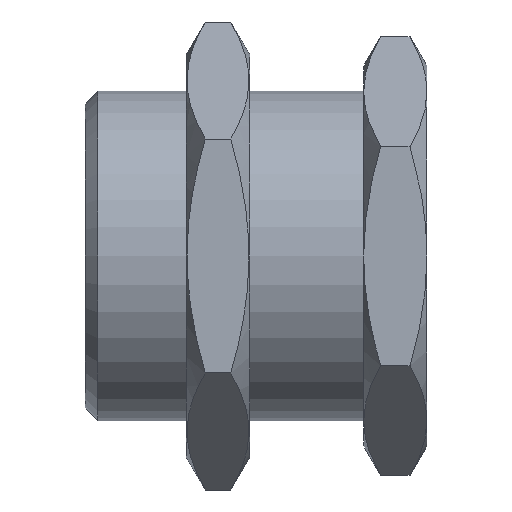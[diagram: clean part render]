
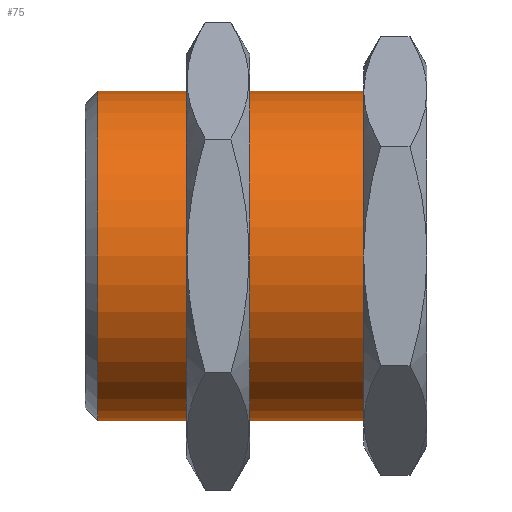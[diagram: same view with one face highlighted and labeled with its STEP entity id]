
A CAD part, front view. The second image highlights one B-rep face of the part: STEP entity #75.
In plain terms, the highlighted cylindrical face has radius 13 mm (diameter 26 mm), a partial arc.
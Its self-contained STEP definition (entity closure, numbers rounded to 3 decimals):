
#21 = EDGE_CURVE ( 'NONE', #1907, #25, #351, .T. ) ;
#25 = VERTEX_POINT ( 'NONE', #344 ) ;
#75 = ADVANCED_FACE ( 'NONE', ( #477 ), #476, .T. ) ;
#76 = ORIENTED_EDGE ( 'NONE', *, *, #1901, .F. ) ;
#78 = EDGE_CURVE ( 'NONE', #1899, #1907, #474, .T. ) ;
#79 = ORIENTED_EDGE ( 'NONE', *, *, #21, .T. ) ;
#81 = EDGE_LOOP ( 'NONE', ( #76, #83, #79, #120 ) ) ;
#83 = ORIENTED_EDGE ( 'NONE', *, *, #78, .T. ) ;
#120 = ORIENTED_EDGE ( 'NONE', *, *, #153, .F. ) ;
#153 = EDGE_CURVE ( 'NONE', #1872, #25, #652, .T. ) ;
#344 = CARTESIAN_POINT ( 'NONE',  ( 1., 0., 13. ) ) ;
#348 = DIRECTION ( 'NONE',  ( -1., 0., 0. ) ) ;
#349 = VECTOR ( 'NONE', #348, 1000. ) ;
#350 = CARTESIAN_POINT ( 'NONE',  ( -3.123, 0., 13. ) ) ;
#351 = LINE ( 'NONE', #350, #349 ) ;
#467 = DIRECTION ( 'NONE',  ( 0., 0., 1. ) ) ;
#468 = DIRECTION ( 'NONE',  ( -1., 0., 0. ) ) ;
#469 = CARTESIAN_POINT ( 'NONE',  ( 22., 0., 0. ) ) ;
#470 = AXIS2_PLACEMENT_3D ( 'NONE', #469, #468, #467 ) ;
#471 = DIRECTION ( 'NONE',  ( 0., 0., 1. ) ) ;
#472 = DIRECTION ( 'NONE',  ( -1., 0., 0. ) ) ;
#473 = AXIS2_PLACEMENT_3D ( 'NONE', #475, #472, #471 ) ;
#474 = CIRCLE ( 'NONE', #470, 13. ) ;
#475 = CARTESIAN_POINT ( 'NONE',  ( -3.123, 0., 0. ) ) ;
#476 = CYLINDRICAL_SURFACE ( 'NONE', #473, 13. ) ;
#477 = FACE_OUTER_BOUND ( 'NONE', #81, .T. ) ;
#648 = DIRECTION ( 'NONE',  ( 0., 0., 1. ) ) ;
#649 = DIRECTION ( 'NONE',  ( -1., 0., 0. ) ) ;
#650 = CARTESIAN_POINT ( 'NONE',  ( 1., 0., 0. ) ) ;
#651 = AXIS2_PLACEMENT_3D ( 'NONE', #650, #649, #648 ) ;
#652 = CIRCLE ( 'NONE', #651, 13. ) ;
#1280 = CARTESIAN_POINT ( 'NONE',  ( 1., 0., -13. ) ) ;
#1336 = CARTESIAN_POINT ( 'NONE',  ( 22., 0., -13. ) ) ;
#1377 = CARTESIAN_POINT ( 'NONE',  ( 22., 0., 13. ) ) ;
#1386 = DIRECTION ( 'NONE',  ( -1., 0., 0. ) ) ;
#1387 = VECTOR ( 'NONE', #1386, 1000. ) ;
#1388 = CARTESIAN_POINT ( 'NONE',  ( -3.123, 0., -13. ) ) ;
#1389 = LINE ( 'NONE', #1388, #1387 ) ;
#1872 = VERTEX_POINT ( 'NONE', #1280 ) ;
#1899 = VERTEX_POINT ( 'NONE', #1336 ) ;
#1901 = EDGE_CURVE ( 'NONE', #1899, #1872, #1389, .T. ) ;
#1907 = VERTEX_POINT ( 'NONE', #1377 ) ;
